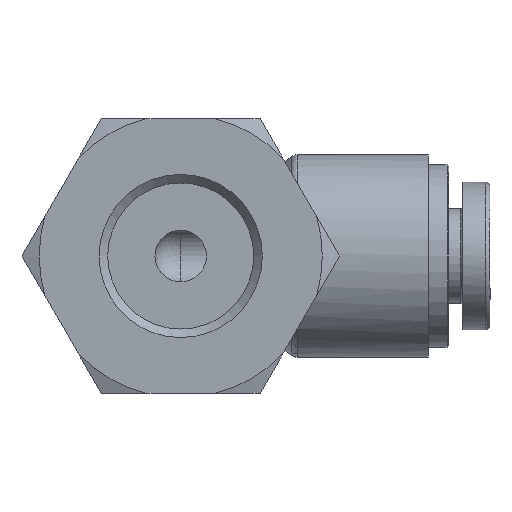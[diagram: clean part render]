
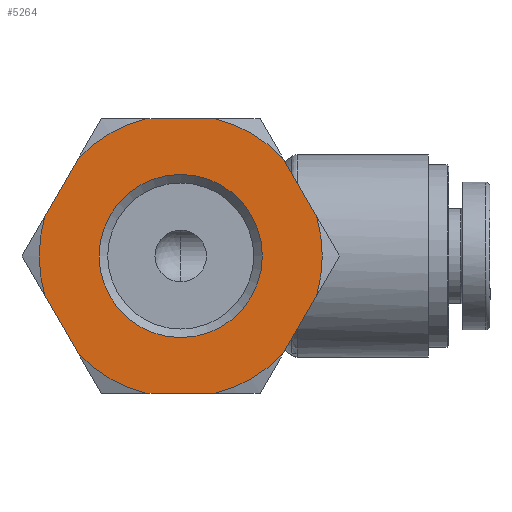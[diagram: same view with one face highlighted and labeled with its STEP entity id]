
A CAD part, front view. The second image highlights one B-rep face of the part: STEP entity #5264.
In plain terms, the highlighted face is planar.
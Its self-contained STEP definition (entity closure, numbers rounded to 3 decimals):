
#5129=CARTESIAN_POINT('',(-24.8,0.,-4.75));
#5130=VERTEX_POINT('',#5129);
#5131=CARTESIAN_POINT('',(-24.8,0.,0.0));
#5132=DIRECTION('',(-1.0,0.0,0.0));
#5133=DIRECTION('',(0.0,0.0,1.0));
#5134=AXIS2_PLACEMENT_3D('',#5131,#5132,#5133);
#5135=CIRCLE('',#5134,4.75);
#5136=EDGE_CURVE('',#5130,#5130,#5135,.T.);
#5152=CARTESIAN_POINT('',(-24.8,6.861,0.0));
#5153=DIRECTION('',(-1.0,0.0,0.0));
#5154=DIRECTION('',(0.0,0.0,1.0));
#5155=AXIS2_PLACEMENT_3D('',#5152,#5153,#5154);
#5156=PLANE('',#5155);
#5157=CARTESIAN_POINT('',(-24.8,7.91,2.299));
#5158=VERTEX_POINT('',#5157);
#5159=CARTESIAN_POINT('',(-24.8,7.91,-2.299));
#5160=VERTEX_POINT('',#5159);
#5161=CARTESIAN_POINT('',(-24.8,0.,0.0));
#5162=DIRECTION('',(-1.0,0.0,0.0));
#5163=DIRECTION('',(0.0,1.0,0.0));
#5164=AXIS2_PLACEMENT_3D('',#5161,#5162,#5163);
#5165=CIRCLE('',#5164,8.238);
#5166=EDGE_CURVE('',#5158,#5160,#5165,.T.);
#5167=ORIENTED_EDGE('',*,*,#5166,.T.);
#5168=CARTESIAN_POINT('',(-24.8,5.946,-5.701));
#5169=VERTEX_POINT('',#5168);
#5170=CARTESIAN_POINT('',(-24.8,5.946,-5.701));
#5171=DIRECTION('',(0.0,0.5,0.866));
#5172=VECTOR('',#5171,3.928);
#5173=LINE('',#5170,#5172);
#5174=EDGE_CURVE('',#5169,#5160,#5173,.T.);
#5175=ORIENTED_EDGE('',*,*,#5174,.F.);
#5176=CARTESIAN_POINT('',(-24.8,1.964,-8.));
#5177=VERTEX_POINT('',#5176);
#5178=CARTESIAN_POINT('',(-24.8,0.,0.0));
#5179=DIRECTION('',(-1.0,0.0,0.0));
#5180=DIRECTION('',(0.0,1.0,0.0));
#5181=AXIS2_PLACEMENT_3D('',#5178,#5179,#5180);
#5182=CIRCLE('',#5181,8.238);
#5183=EDGE_CURVE('',#5169,#5177,#5182,.T.);
#5184=ORIENTED_EDGE('',*,*,#5183,.T.);
#5185=CARTESIAN_POINT('',(-24.8,-1.964,-8.));
#5186=VERTEX_POINT('',#5185);
#5187=CARTESIAN_POINT('',(-24.8,-1.964,-8.));
#5188=DIRECTION('',(0.0,1.0,0.0));
#5189=VECTOR('',#5188,3.928);
#5190=LINE('',#5187,#5189);
#5191=EDGE_CURVE('',#5186,#5177,#5190,.T.);
#5192=ORIENTED_EDGE('',*,*,#5191,.F.);
#5193=CARTESIAN_POINT('',(-24.8,-5.946,-5.701));
#5194=VERTEX_POINT('',#5193);
#5195=CARTESIAN_POINT('',(-24.8,0.,0.0));
#5196=DIRECTION('',(-1.0,0.0,0.0));
#5197=DIRECTION('',(0.0,1.0,0.0));
#5198=AXIS2_PLACEMENT_3D('',#5195,#5196,#5197);
#5199=CIRCLE('',#5198,8.238);
#5200=EDGE_CURVE('',#5186,#5194,#5199,.T.);
#5201=ORIENTED_EDGE('',*,*,#5200,.T.);
#5202=CARTESIAN_POINT('',(-24.8,-7.91,-2.299));
#5203=VERTEX_POINT('',#5202);
#5204=CARTESIAN_POINT('',(-24.8,-7.91,-2.299));
#5205=DIRECTION('',(0.0,0.5,-0.866));
#5206=VECTOR('',#5205,3.928);
#5207=LINE('',#5204,#5206);
#5208=EDGE_CURVE('',#5203,#5194,#5207,.T.);
#5209=ORIENTED_EDGE('',*,*,#5208,.F.);
#5210=CARTESIAN_POINT('',(-24.8,-7.91,2.299));
#5211=VERTEX_POINT('',#5210);
#5212=CARTESIAN_POINT('',(-24.8,0.,0.0));
#5213=DIRECTION('',(-1.0,0.0,0.0));
#5214=DIRECTION('',(0.0,1.0,0.0));
#5215=AXIS2_PLACEMENT_3D('',#5212,#5213,#5214);
#5216=CIRCLE('',#5215,8.238);
#5217=EDGE_CURVE('',#5203,#5211,#5216,.T.);
#5218=ORIENTED_EDGE('',*,*,#5217,.T.);
#5219=CARTESIAN_POINT('',(-24.8,-5.946,5.701));
#5220=VERTEX_POINT('',#5219);
#5221=CARTESIAN_POINT('',(-24.8,-5.946,5.701));
#5222=DIRECTION('',(0.0,-0.5,-0.866));
#5223=VECTOR('',#5222,3.928);
#5224=LINE('',#5221,#5223);
#5225=EDGE_CURVE('',#5220,#5211,#5224,.T.);
#5226=ORIENTED_EDGE('',*,*,#5225,.F.);
#5227=CARTESIAN_POINT('',(-24.8,-1.964,8.));
#5228=VERTEX_POINT('',#5227);
#5229=CARTESIAN_POINT('',(-24.8,0.,0.0));
#5230=DIRECTION('',(-1.0,0.0,0.0));
#5231=DIRECTION('',(0.0,1.0,0.0));
#5232=AXIS2_PLACEMENT_3D('',#5229,#5230,#5231);
#5233=CIRCLE('',#5232,8.238);
#5234=EDGE_CURVE('',#5220,#5228,#5233,.T.);
#5235=ORIENTED_EDGE('',*,*,#5234,.T.);
#5236=CARTESIAN_POINT('',(-24.8,1.964,8.));
#5237=VERTEX_POINT('',#5236);
#5238=CARTESIAN_POINT('',(-24.8,1.964,8.));
#5239=DIRECTION('',(0.0,-1.0,0.0));
#5240=VECTOR('',#5239,3.928);
#5241=LINE('',#5238,#5240);
#5242=EDGE_CURVE('',#5237,#5228,#5241,.T.);
#5243=ORIENTED_EDGE('',*,*,#5242,.F.);
#5244=CARTESIAN_POINT('',(-24.8,5.946,5.701));
#5245=VERTEX_POINT('',#5244);
#5246=CARTESIAN_POINT('',(-24.8,0.,0.0));
#5247=DIRECTION('',(-1.0,0.0,0.0));
#5248=DIRECTION('',(0.0,1.0,0.0));
#5249=AXIS2_PLACEMENT_3D('',#5246,#5247,#5248);
#5250=CIRCLE('',#5249,8.238);
#5251=EDGE_CURVE('',#5237,#5245,#5250,.T.);
#5252=ORIENTED_EDGE('',*,*,#5251,.T.);
#5253=CARTESIAN_POINT('',(-24.8,7.91,2.299));
#5254=DIRECTION('',(0.0,-0.5,0.866));
#5255=VECTOR('',#5254,3.928);
#5256=LINE('',#5253,#5255);
#5257=EDGE_CURVE('',#5158,#5245,#5256,.T.);
#5258=ORIENTED_EDGE('',*,*,#5257,.F.);
#5259=EDGE_LOOP('',(#5167,#5175,#5184,#5192,#5201,#5209,#5218,#5226,#5235,#5243,#5252,#5258));
#5260=FACE_OUTER_BOUND('',#5259,.T.);
#5261=ORIENTED_EDGE('',*,*,#5136,.F.);
#5262=EDGE_LOOP('',(#5261));
#5263=FACE_BOUND('',#5262,.T.);
#5264=ADVANCED_FACE('',(#5260,#5263),#5156,.T.);
